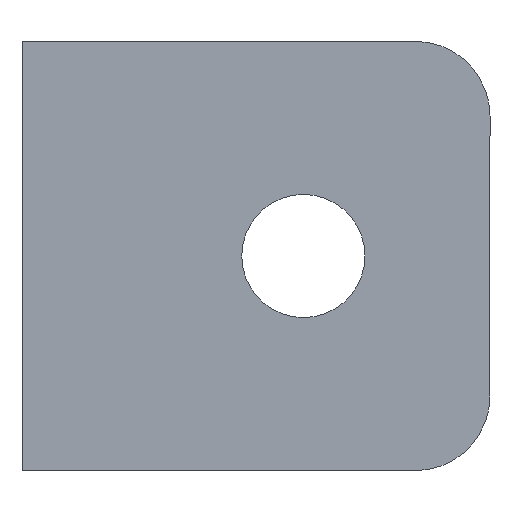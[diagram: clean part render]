
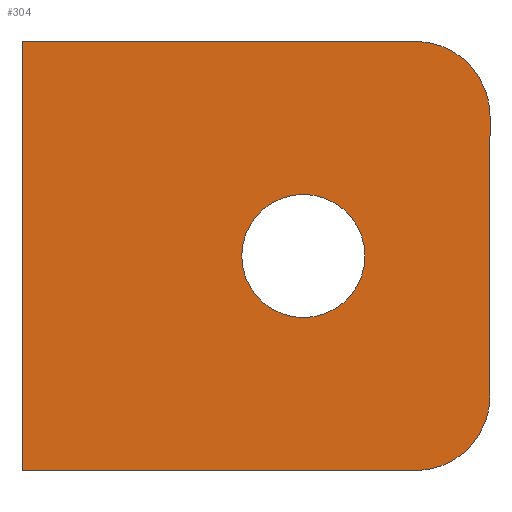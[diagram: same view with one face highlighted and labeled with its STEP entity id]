
A CAD part, front view. The second image highlights one B-rep face of the part: STEP entity #304.
In plain terms, the highlighted planar face has unit normal (0, -1, 0).
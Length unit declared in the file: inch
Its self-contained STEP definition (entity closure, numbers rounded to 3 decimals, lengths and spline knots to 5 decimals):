
#1 = DIRECTION ( 'NONE',  ( 0., 0., -1. ) ) ;
#9 = LINE ( 'NONE', #240, #406 ) ;
#14 = CIRCLE ( 'NONE', #206, 0.165 ) ;
#28 = VERTEX_POINT ( 'NONE', #235 ) ;
#33 = AXIS2_PLACEMENT_3D ( 'NONE', #300, #263, #186 ) ;
#45 = LINE ( 'NONE', #205, #505 ) ;
#47 = CARTESIAN_POINT ( 'NONE',  ( 2.74624, 0., 0. ) ) ;
#59 = VERTEX_POINT ( 'NONE', #196 ) ;
#70 = EDGE_CURVE ( 'NONE', #494, #454, #320, .T. ) ;
#71 = DIRECTION ( 'NONE',  ( 0., 0., -1. ) ) ;
#72 = DIRECTION ( 'NONE',  ( 0., -1., 0. ) ) ;
#73 = DIRECTION ( 'NONE',  ( 0., 1., 0. ) ) ;
#86 = CARTESIAN_POINT ( 'NONE',  ( 0., 0., 0. ) ) ;
#101 = AXIS2_PLACEMENT_3D ( 'NONE', #433, #73, #152 ) ;
#104 = EDGE_CURVE ( 'NONE', #28, #416, #399, .T. ) ;
#116 = DIRECTION ( 'NONE',  ( 0., -1., 0. ) ) ;
#120 = PLANE ( 'NONE',  #221 ) ;
#126 = ORIENTED_EDGE ( 'NONE', *, *, #144, .F. ) ;
#144 = EDGE_CURVE ( 'NONE', #426, #494, #172, .T. ) ;
#152 = DIRECTION ( 'NONE',  ( 0., 0., 1. ) ) ;
#163 = AXIS2_PLACEMENT_3D ( 'NONE', #281, #116, #71 ) ;
#166 = CARTESIAN_POINT ( 'NONE',  ( 2.74624, 0., -0.575 ) ) ;
#172 = CIRCLE ( 'NONE', #101, 0.2 ) ;
#173 = DIRECTION ( 'NONE',  ( 0., 0., 1. ) ) ;
#186 = DIRECTION ( 'NONE',  ( 0., 0., -1. ) ) ;
#189 = EDGE_CURVE ( 'NONE', #222, #380, #368, .T. ) ;
#193 = CARTESIAN_POINT ( 'NONE',  ( 3.5, 0., -0.165 ) ) ;
#194 = CIRCLE ( 'NONE', #33, 0.2 ) ;
#196 = CARTESIAN_POINT ( 'NONE',  ( 3.8, 0., -0.575 ) ) ;
#205 = CARTESIAN_POINT ( 'NONE',  ( -3.8, 0., 0.575 ) ) ;
#206 = AXIS2_PLACEMENT_3D ( 'NONE', #398, #72, #278 ) ;
#213 = EDGE_CURVE ( 'NONE', #59, #416, #9, .T. ) ;
#215 = ORIENTED_EDGE ( 'NONE', *, *, #189, .F. ) ;
#221 = AXIS2_PLACEMENT_3D ( 'NONE', #86, #247, #173 ) ;
#222 = VERTEX_POINT ( 'NONE', #193 ) ;
#231 = VECTOR ( 'NONE', #1, 39.37008 ) ;
#235 = CARTESIAN_POINT ( 'NONE',  ( 2.74624, 0., 0.575 ) ) ;
#239 = ORIENTED_EDGE ( 'NONE', *, *, #104, .T. ) ;
#240 = CARTESIAN_POINT ( 'NONE',  ( -3.8, 0., -0.575 ) ) ;
#247 = DIRECTION ( 'NONE',  ( 0., 1., 0. ) ) ;
#253 = ORIENTED_EDGE ( 'NONE', *, *, #430, .F. ) ;
#257 = ORIENTED_EDGE ( 'NONE', *, *, #70, .F. ) ;
#263 = DIRECTION ( 'NONE',  ( 0., 1., 0. ) ) ;
#270 = ORIENTED_EDGE ( 'NONE', *, *, #213, .F. ) ;
#278 = DIRECTION ( 'NONE',  ( 0., 0., -1. ) ) ;
#279 = EDGE_CURVE ( 'NONE', #28, #426, #45, .T. ) ;
#281 = CARTESIAN_POINT ( 'NONE',  ( 3.5, 0., 0. ) ) ;
#287 = DIRECTION ( 'NONE',  ( 0., 0., -1. ) ) ;
#289 = VECTOR ( 'NONE', #287, 39.37008 ) ;
#300 = CARTESIAN_POINT ( 'NONE',  ( 3.8, 0., -0.375 ) ) ;
#304 = ADVANCED_FACE ( 'NONE', ( #321, #482 ), #120, .F. ) ;
#320 = LINE ( 'NONE', #357, #231 ) ;
#321 = FACE_OUTER_BOUND ( 'NONE', #508, .T. ) ;
#341 = ORIENTED_EDGE ( 'NONE', *, *, #409, .F. ) ;
#342 = ORIENTED_EDGE ( 'NONE', *, *, #279, .F. ) ;
#357 = CARTESIAN_POINT ( 'NONE',  ( 4., 0., 0.375 ) ) ;
#365 = DIRECTION ( 'NONE',  ( 1., 0., 0. ) ) ;
#368 = CIRCLE ( 'NONE', #163, 0.165 ) ;
#377 = CARTESIAN_POINT ( 'NONE',  ( 4., 0., 0.375 ) ) ;
#380 = VERTEX_POINT ( 'NONE', #408 ) ;
#398 = CARTESIAN_POINT ( 'NONE',  ( 3.5, 0., 0. ) ) ;
#399 = LINE ( 'NONE', #47, #289 ) ;
#401 = CARTESIAN_POINT ( 'NONE',  ( 4., 0., -0.375 ) ) ;
#405 = DIRECTION ( 'NONE',  ( -1., 0., 0. ) ) ;
#406 = VECTOR ( 'NONE', #405, 39.37008 ) ;
#408 = CARTESIAN_POINT ( 'NONE',  ( 3.5, 0., 0.165 ) ) ;
#409 = EDGE_CURVE ( 'NONE', #454, #59, #194, .T. ) ;
#416 = VERTEX_POINT ( 'NONE', #166 ) ;
#426 = VERTEX_POINT ( 'NONE', #437 ) ;
#430 = EDGE_CURVE ( 'NONE', #380, #222, #14, .T. ) ;
#433 = CARTESIAN_POINT ( 'NONE',  ( 3.8, 0., 0.375 ) ) ;
#437 = CARTESIAN_POINT ( 'NONE',  ( 3.8, 0., 0.575 ) ) ;
#454 = VERTEX_POINT ( 'NONE', #401 ) ;
#464 = EDGE_LOOP ( 'NONE', ( #215, #253 ) ) ;
#482 = FACE_BOUND ( 'NONE', #464, .T. ) ;
#494 = VERTEX_POINT ( 'NONE', #377 ) ;
#505 = VECTOR ( 'NONE', #365, 39.37008 ) ;
#508 = EDGE_LOOP ( 'NONE', ( #342, #239, #270, #341, #257, #126 ) ) ;
